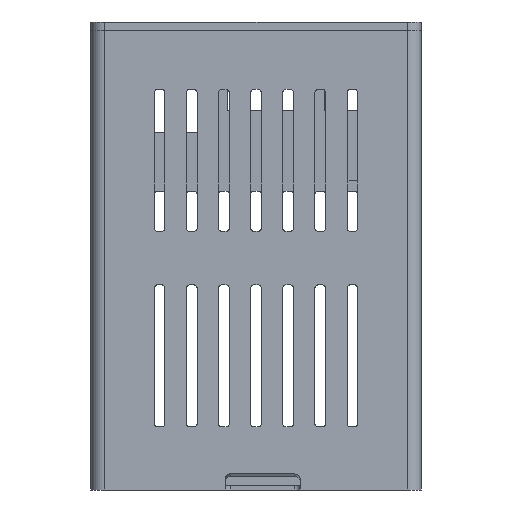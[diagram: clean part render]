
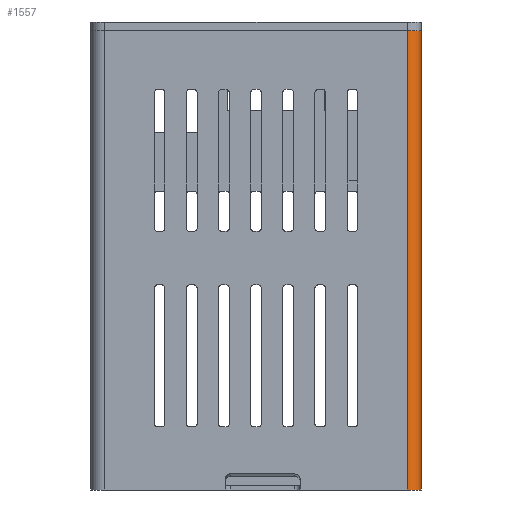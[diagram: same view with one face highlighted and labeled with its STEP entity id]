
A CAD part, front view. The second image highlights one B-rep face of the part: STEP entity #1557.
In plain terms, the highlighted cylindrical face has radius 2.6 mm (diameter 5.2 mm), a partial arc.
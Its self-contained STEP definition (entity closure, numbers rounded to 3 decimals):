
#124 = CARTESIAN_POINT ( 'NONE',  ( 28.25, -8.6, 85. ) ) ;
#209 = DIRECTION ( 'NONE',  ( 0., 0., -1. ) ) ;
#255 = DIRECTION ( 'NONE',  ( 0., 0., -1. ) ) ;
#428 = CIRCLE ( 'NONE', #9557, 2.6 ) ;
#1065 = EDGE_CURVE ( 'NONE', #4938, #2730, #4760, .T. ) ;
#1181 = VERTEX_POINT ( 'NONE', #4423 ) ;
#1382 = DIRECTION ( 'NONE',  ( 1., 0., 0. ) ) ;
#1384 = VECTOR ( 'NONE', #255, 1000. ) ;
#1557 = ADVANCED_FACE ( 'NONE', ( #3992 ), #4600, .T. ) ;
#1877 = EDGE_CURVE ( 'NONE', #6762, #4938, #8359, .T. ) ;
#2730 = VERTEX_POINT ( 'NONE', #124 ) ;
#3068 = DIRECTION ( 'NONE',  ( -1., 0., 0. ) ) ;
#3113 = CARTESIAN_POINT ( 'NONE',  ( 28.25, -8.6, -0.8 ) ) ;
#3331 = CARTESIAN_POINT ( 'NONE',  ( 28.25, -8.6, 85. ) ) ;
#3830 = EDGE_CURVE ( 'NONE', #1181, #6762, #4377, .T. ) ;
#3930 = ORIENTED_EDGE ( 'NONE', *, *, #1065, .F. ) ;
#3992 = FACE_OUTER_BOUND ( 'NONE', #7671, .T. ) ;
#4087 = CARTESIAN_POINT ( 'NONE',  ( 30.85, -6., 85. ) ) ;
#4377 = LINE ( 'NONE', #4087, #1384 ) ;
#4423 = CARTESIAN_POINT ( 'NONE',  ( 30.85, -6., 85. ) ) ;
#4575 = CARTESIAN_POINT ( 'NONE',  ( 30.85, -6., -0.8 ) ) ;
#4600 = CYLINDRICAL_SURFACE ( 'NONE', #7479, 2.6 ) ;
#4760 = LINE ( 'NONE', #3331, #8689 ) ;
#4938 = VERTEX_POINT ( 'NONE', #3113 ) ;
#5109 = CARTESIAN_POINT ( 'NONE',  ( 28.25, -6., 85. ) ) ;
#5299 = AXIS2_PLACEMENT_3D ( 'NONE', #10721, #8839, #3068 ) ;
#6114 = DIRECTION ( 'NONE',  ( 0., 0., 1. ) ) ;
#6175 = EDGE_CURVE ( 'NONE', #2730, #1181, #428, .T. ) ;
#6310 = ORIENTED_EDGE ( 'NONE', *, *, #6175, .F. ) ;
#6762 = VERTEX_POINT ( 'NONE', #4575 ) ;
#7479 = AXIS2_PLACEMENT_3D ( 'NONE', #11656, #209, #8762 ) ;
#7671 = EDGE_LOOP ( 'NONE', ( #6310, #3930, #8074, #8532 ) ) ;
#8074 = ORIENTED_EDGE ( 'NONE', *, *, #1877, .F. ) ;
#8217 = DIRECTION ( 'NONE',  ( 0., 0., 1. ) ) ;
#8359 = CIRCLE ( 'NONE', #5299, 2.6 ) ;
#8532 = ORIENTED_EDGE ( 'NONE', *, *, #3830, .F. ) ;
#8689 = VECTOR ( 'NONE', #8217, 1000. ) ;
#8762 = DIRECTION ( 'NONE',  ( -1., 0., 0. ) ) ;
#8839 = DIRECTION ( 'NONE',  ( 0., 0., -1. ) ) ;
#9557 = AXIS2_PLACEMENT_3D ( 'NONE', #5109, #6114, #1382 ) ;
#10721 = CARTESIAN_POINT ( 'NONE',  ( 28.25, -6., -0.8 ) ) ;
#11656 = CARTESIAN_POINT ( 'NONE',  ( 28.25, -6., 85. ) ) ;
